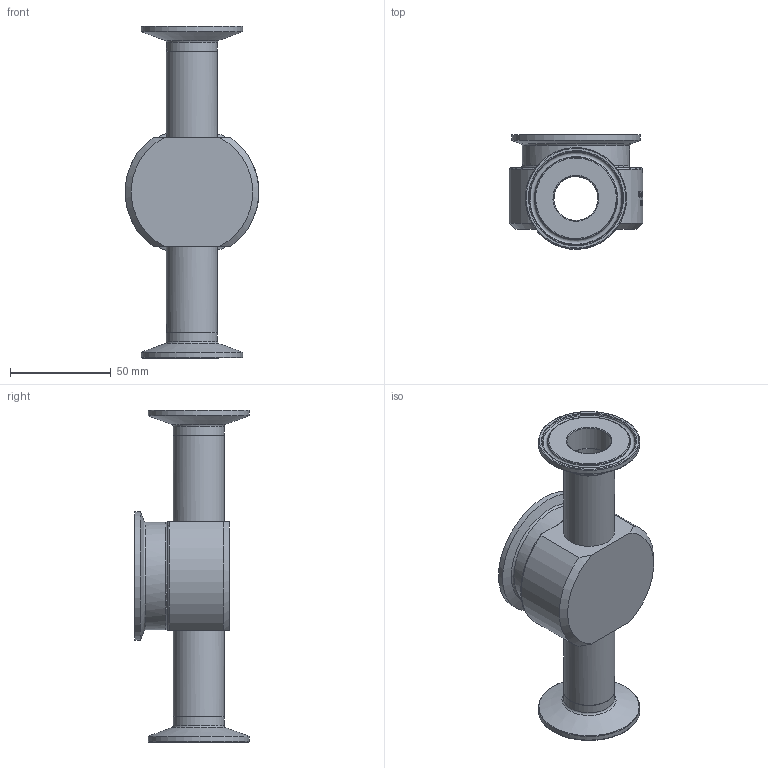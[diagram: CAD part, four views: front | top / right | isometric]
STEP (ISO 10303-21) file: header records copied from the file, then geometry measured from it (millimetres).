
FILE_DESCRIPTION(/* description */ (''),/* implementation_level */ '2;1');
FILE_NAME(/* name */ 'S7IMPS-1X2.stp',/* time_stamp */ '2018-11-30T14:22:47-05:00',/* author */ ('rick'),/* organization */ (''),/* preprocessor_version */ 'ST-DEVELOPER v15.2',/* originating_system */ 'Autodesk Inventor 2014',/* authorisation */ '');
FILE_SCHEMA (('AUTOMOTIVE_DESIGN { 1 0 10303 214 3 1 1 }'));
Length unit declared in the file: inch
Products named in the file (1): S7IMPS-1X2
Bounding box: 66.41 x 56.91 x 165.1 mm (x, y, z)
Volume: 94593.3 mm3; surface area: 44183.3 mm2
Topology: 1 solids, 1 shells, 431 faces, 1135 edges, 747 vertices
Faces by surface type: plane 175, bspline 171, cylinder 47, torus 25, cone 13
Full cylindrical faces by diameter (mm): 22.098 x3, 25.4 x4, 47.498 x1, 50.394 x2, 53.34 x1, 63.881 x1
Entity records: 16439 total; most frequent: CARTESIAN_POINT 6832, ORIENTED_EDGE 2166, DIRECTION 1507, EDGE_CURVE 1083, VERTEX_POINT 740, EDGE_LOOP 521, AXIS2_PLACEMENT_3D 519, LINE 469
